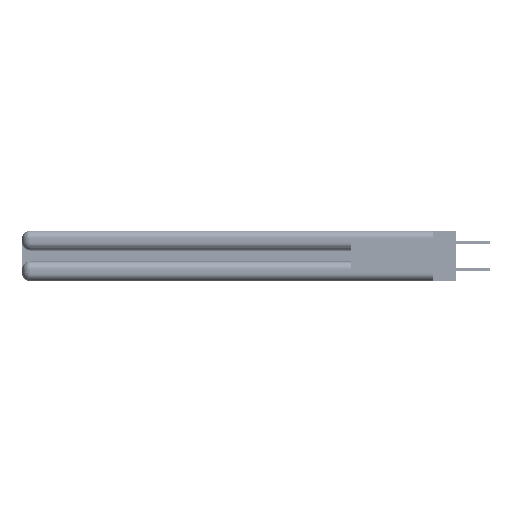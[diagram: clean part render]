
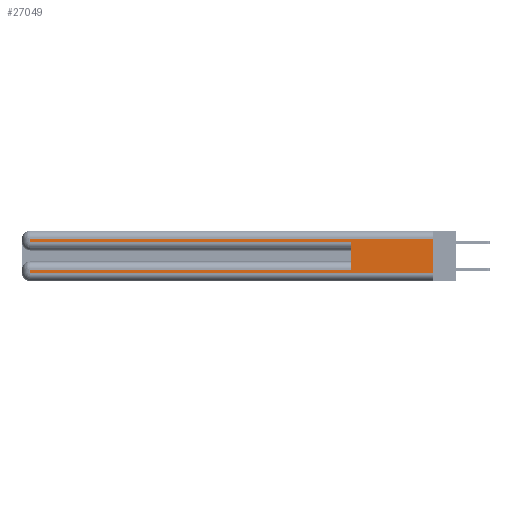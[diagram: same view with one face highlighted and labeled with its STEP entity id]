
A CAD part, left-side view. The second image highlights one B-rep face of the part: STEP entity #27049.
In plain terms, the highlighted planar face has unit normal (-1, 0, 0).
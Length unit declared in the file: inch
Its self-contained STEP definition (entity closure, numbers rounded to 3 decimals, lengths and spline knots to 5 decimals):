
#336 = EDGE_CURVE ( 'NONE', #12011, #4422, #24183, .T. ) ;
#525 = VECTOR ( 'NONE', #26256, 39.37008 ) ;
#728 = CARTESIAN_POINT ( 'NONE',  ( 0., 2.94, 0.31 ) ) ;
#2287 = VECTOR ( 'NONE', #5568, 39.37008 ) ;
#3674 = EDGE_CURVE ( 'NONE', #20324, #36260, #37301, .T. ) ;
#3793 = EDGE_CURVE ( 'NONE', #20278, #12750, #37803, .T. ) ;
#3879 = ORIENTED_EDGE ( 'NONE', *, *, #3674, .T. ) ;
#4422 = VERTEX_POINT ( 'NONE', #40782 ) ;
#4428 = CARTESIAN_POINT ( 'NONE',  ( 0., 0., 0.085 ) ) ;
#5568 = DIRECTION ( 'NONE',  ( 0., 0., -1. ) ) ;
#6209 = ORIENTED_EDGE ( 'NONE', *, *, #29159, .T. ) ;
#6330 = DIRECTION ( 'NONE',  ( 0., -1., 0. ) ) ;
#6420 = LINE ( 'NONE', #34841, #23138 ) ;
#6806 = CARTESIAN_POINT ( 'NONE',  ( 0., 0., 0.31 ) ) ;
#8663 = CARTESIAN_POINT ( 'NONE',  ( 0., 2.94, 0.285 ) ) ;
#9196 = CARTESIAN_POINT ( 'NONE',  ( 0., 0.6, 0.285 ) ) ;
#12011 = VERTEX_POINT ( 'NONE', #34581 ) ;
#12750 = VERTEX_POINT ( 'NONE', #9196 ) ;
#13996 = ORIENTED_EDGE ( 'NONE', *, *, #336, .T. ) ;
#14005 = DIRECTION ( 'NONE',  ( 1., 0., 0. ) ) ;
#15161 = EDGE_CURVE ( 'NONE', #24792, #20324, #34249, .T. ) ;
#16206 = EDGE_CURVE ( 'NONE', #20598, #12011, #6420, .T. ) ;
#17385 = DIRECTION ( 'NONE',  ( 0., 0., -1. ) ) ;
#17869 = VECTOR ( 'NONE', #37646, 39.37008 ) ;
#18003 = LINE ( 'NONE', #21359, #2287 ) ;
#18321 = DIRECTION ( 'NONE',  ( 0., 0., 1. ) ) ;
#18562 = VECTOR ( 'NONE', #37217, 39.37008 ) ;
#19501 = CARTESIAN_POINT ( 'NONE',  ( 0., 0., 0.31 ) ) ;
#20276 = DIRECTION ( 'NONE',  ( 0., 0., -1. ) ) ;
#20278 = VERTEX_POINT ( 'NONE', #33772 ) ;
#20324 = VERTEX_POINT ( 'NONE', #728 ) ;
#20598 = VERTEX_POINT ( 'NONE', #29304 ) ;
#20686 = CARTESIAN_POINT ( 'NONE',  ( 0., 0., 0.06 ) ) ;
#21359 = CARTESIAN_POINT ( 'NONE',  ( 0., 0., 0.37 ) ) ;
#21505 = LINE ( 'NONE', #4428, #17869 ) ;
#22436 = CARTESIAN_POINT ( 'NONE',  ( 0., 2.94, 0.37 ) ) ;
#22660 = VECTOR ( 'NONE', #6330, 39.37008 ) ;
#22875 = ORIENTED_EDGE ( 'NONE', *, *, #15161, .T. ) ;
#23138 = VECTOR ( 'NONE', #17385, 39.37008 ) ;
#24183 = LINE ( 'NONE', #20686, #22660 ) ;
#24792 = VERTEX_POINT ( 'NONE', #19501 ) ;
#24817 = FACE_OUTER_BOUND ( 'NONE', #27239, .T. ) ;
#26256 = DIRECTION ( 'NONE',  ( 0., 0., -1. ) ) ;
#26504 = DIRECTION ( 'NONE',  ( 0., -1., 0. ) ) ;
#26831 = VECTOR ( 'NONE', #18321, 39.37008 ) ;
#27049 = ADVANCED_FACE ( 'NONE', ( #24817 ), #33606, .F. ) ;
#27239 = EDGE_LOOP ( 'NONE', ( #30272, #22875, #3879, #41853, #34395, #6209, #33557, #13996 ) ) ;
#27856 = EDGE_CURVE ( 'NONE', #24792, #4422, #18003, .T. ) ;
#29159 = EDGE_CURVE ( 'NONE', #20278, #20598, #21505, .T. ) ;
#29304 = CARTESIAN_POINT ( 'NONE',  ( 0., 2.94, 0.085 ) ) ;
#29825 = VECTOR ( 'NONE', #26504, 39.37008 ) ;
#30272 = ORIENTED_EDGE ( 'NONE', *, *, #27856, .F. ) ;
#30680 = CARTESIAN_POINT ( 'NONE',  ( 0., 0., 0.37 ) ) ;
#33557 = ORIENTED_EDGE ( 'NONE', *, *, #16206, .T. ) ;
#33606 = PLANE ( 'NONE',  #37945 ) ;
#33772 = CARTESIAN_POINT ( 'NONE',  ( 0., 0.6, 0.085 ) ) ;
#34249 = LINE ( 'NONE', #6806, #18562 ) ;
#34395 = ORIENTED_EDGE ( 'NONE', *, *, #3793, .F. ) ;
#34581 = CARTESIAN_POINT ( 'NONE',  ( 0., 2.94, 0.06 ) ) ;
#34841 = CARTESIAN_POINT ( 'NONE',  ( 0., 2.94, 0.37 ) ) ;
#36123 = LINE ( 'NONE', #43215, #29825 ) ;
#36260 = VERTEX_POINT ( 'NONE', #8663 ) ;
#37217 = DIRECTION ( 'NONE',  ( 0., 1., 0. ) ) ;
#37301 = LINE ( 'NONE', #22436, #525 ) ;
#37646 = DIRECTION ( 'NONE',  ( 0., 1., 0. ) ) ;
#37803 = LINE ( 'NONE', #38796, #26831 ) ;
#37945 = AXIS2_PLACEMENT_3D ( 'NONE', #30680, #14005, #20276 ) ;
#38796 = CARTESIAN_POINT ( 'NONE',  ( 0., 0.6, 0.145 ) ) ;
#39091 = EDGE_CURVE ( 'NONE', #36260, #12750, #36123, .T. ) ;
#40782 = CARTESIAN_POINT ( 'NONE',  ( 0., 0., 0.06 ) ) ;
#41853 = ORIENTED_EDGE ( 'NONE', *, *, #39091, .T. ) ;
#43215 = CARTESIAN_POINT ( 'NONE',  ( 0., 0., 0.285 ) ) ;
